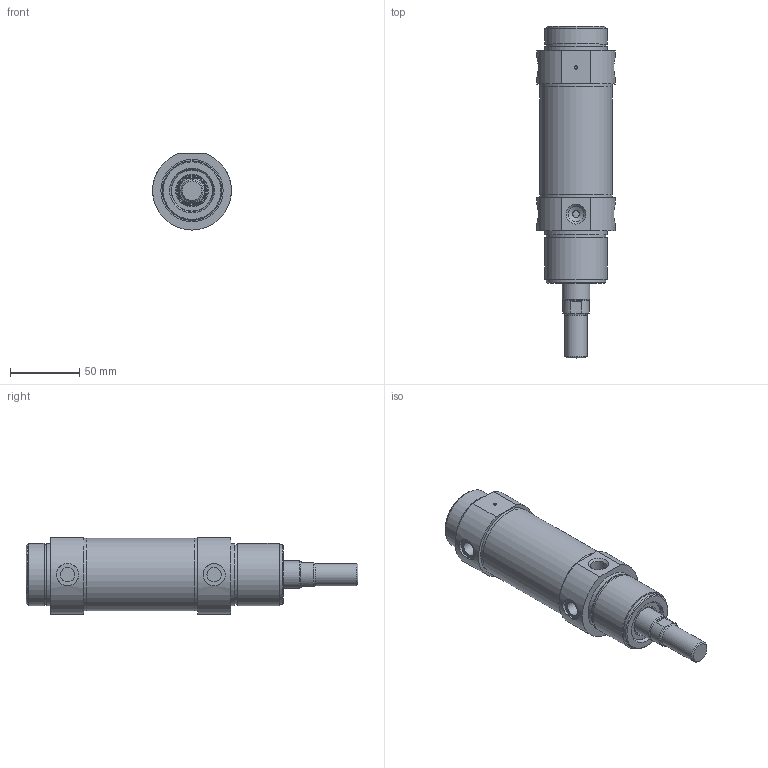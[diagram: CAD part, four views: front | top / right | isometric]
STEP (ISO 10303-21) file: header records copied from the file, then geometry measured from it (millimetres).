
FILE_DESCRIPTION((''),'2;1');
FILE_NAME('ISEM050.010.GS.M.stp','2014-07-18T17:01:48',('carlo.corazza'),(''),'Autodesk Inventor 2012','Autodesk Inventor 2012','');
FILE_SCHEMA(('AUTOMOTIVE_DESIGN { 1 0 10303 214 1 1 1 1 }'));
Length unit declared in the file: millimetre
Products named in the file (5): ISEM050..GS.M; TP; STELO-010; TA; CORPO-010
Assembly tree (4 placements, depth 2):
  ISEM050..GS.M
    TP
    STELO-010
    TA
    CORPO-010
Bounding box: 57 x 240 x 55 mm (x, y, z)
Volume: 252949.9 mm3; surface area: 69611.2 mm2
Topology: 4 solids, 6 shells, 118 faces, 227 edges, 148 vertices
Faces by surface type: plane 44, cylinder 40, cone 26, torus 8
Full cylindrical faces by diameter (mm): 2 x1, 5 x1, 10.376 x4, 11.445 x1, 12 x1, 16 x5, 17 x1, 19 x1, 20 x2, 20.8 x1, 20.847 x1, 22 x1, 24 x2, 30 x3, 43 x4, 45 x4, 50 x1, 52.4 x3
Entity records: 2962 total; most frequent: CARTESIAN_POINT 626, DIRECTION 482, ORIENTED_EDGE 272, AXIS2_PLACEMENT_3D 234, EDGE_LOOP 220, EDGE_CURVE 136, VERTEX_POINT 126, FACE_OUTER_BOUND 118
